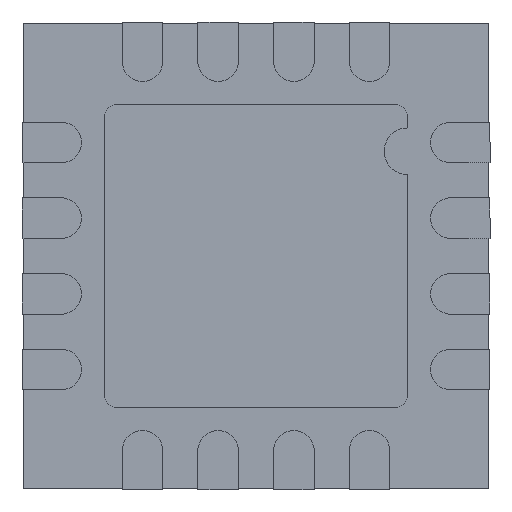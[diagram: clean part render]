
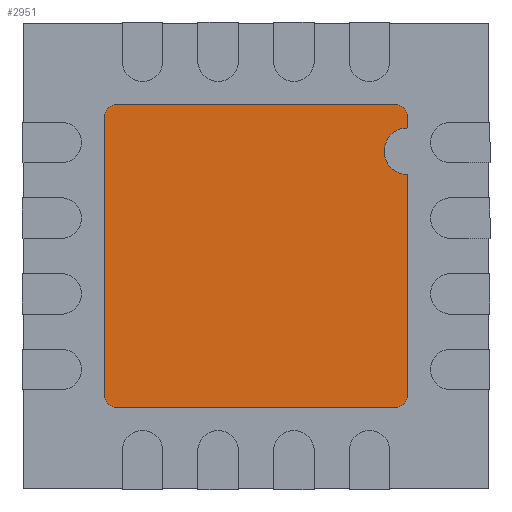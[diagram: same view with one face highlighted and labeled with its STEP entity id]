
A CAD part, front view. The second image highlights one B-rep face of the part: STEP entity #2951.
In plain terms, the highlighted planar face has unit normal (0, -1, 0).
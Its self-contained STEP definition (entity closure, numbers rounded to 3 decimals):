
#39 = CARTESIAN_POINT ( 'NONE',  ( -1.2, 0., -1.2 ) ) ;
#191 = CARTESIAN_POINT ( 'NONE',  ( -1.3, 0., -1.2 ) ) ;
#315 = DIRECTION ( 'NONE',  ( 0., 0., -1. ) ) ;
#357 = DIRECTION ( 'NONE',  ( 0., 0., 1. ) ) ;
#412 = CARTESIAN_POINT ( 'NONE',  ( -1.2, 0., -1.3 ) ) ;
#419 = CARTESIAN_POINT ( 'NONE',  ( 0., 0., 0. ) ) ;
#506 = DIRECTION ( 'NONE',  ( -1., 0., 0. ) ) ;
#524 = VECTOR ( 'NONE', #1339, 1000. ) ;
#565 = VERTEX_POINT ( 'NONE', #4115 ) ;
#757 = AXIS2_PLACEMENT_3D ( 'NONE', #6068, #6602, #4502 ) ;
#763 = EDGE_CURVE ( 'NONE', #565, #1497, #2372, .T. ) ;
#862 = VERTEX_POINT ( 'NONE', #5233 ) ;
#1012 = EDGE_CURVE ( 'NONE', #2269, #862, #1373, .T. ) ;
#1155 = DIRECTION ( 'NONE',  ( 0., -1., 0. ) ) ;
#1339 = DIRECTION ( 'NONE',  ( 0., 0., -1. ) ) ;
#1373 = LINE ( 'NONE', #5954, #3732 ) ;
#1497 = VERTEX_POINT ( 'NONE', #3274 ) ;
#1543 = AXIS2_PLACEMENT_3D ( 'NONE', #39, #3227, #5817 ) ;
#1554 = CARTESIAN_POINT ( 'NONE',  ( 1.2, 0., 1.2 ) ) ;
#1572 = VERTEX_POINT ( 'NONE', #3340 ) ;
#1674 = VERTEX_POINT ( 'NONE', #5918 ) ;
#1789 = AXIS2_PLACEMENT_3D ( 'NONE', #1554, #1155, #3704 ) ;
#2048 = VECTOR ( 'NONE', #506, 1000. ) ;
#2173 = VERTEX_POINT ( 'NONE', #4500 ) ;
#2269 = VERTEX_POINT ( 'NONE', #4553 ) ;
#2372 = CIRCLE ( 'NONE', #4649, 0.1 ) ;
#2655 = CARTESIAN_POINT ( 'NONE',  ( 1.2, 0., -1.2 ) ) ;
#2890 = CIRCLE ( 'NONE', #757, 0.1 ) ;
#2929 = VERTEX_POINT ( 'NONE', #3988 ) ;
#2951 = ADVANCED_FACE ( 'NONE', ( #3533 ), #3008, .F. ) ;
#2997 = EDGE_LOOP ( 'NONE', ( #5772, #5381, #6013, #4674, #4724, #3707, #6628, #3449, #5145, #4381 ) ) ;
#3008 = PLANE ( 'NONE',  #4515 ) ;
#3105 = EDGE_CURVE ( 'NONE', #565, #5173, #6671, .T. ) ;
#3136 = CARTESIAN_POINT ( 'NONE',  ( -1.3, 0., -1.3 ) ) ;
#3227 = DIRECTION ( 'NONE',  ( 0., -1., 0. ) ) ;
#3229 = LINE ( 'NONE', #6615, #4437 ) ;
#3274 = CARTESIAN_POINT ( 'NONE',  ( 1.3, 0., -1.2 ) ) ;
#3340 = CARTESIAN_POINT ( 'NONE',  ( 1.3, 0., 1.2 ) ) ;
#3449 = ORIENTED_EDGE ( 'NONE', *, *, #4784, .T. ) ;
#3533 = FACE_OUTER_BOUND ( 'NONE', #2997, .T. ) ;
#3544 = VECTOR ( 'NONE', #315, 1000. ) ;
#3574 = CARTESIAN_POINT ( 'NONE',  ( 1.3, 0., 0.9 ) ) ;
#3694 = DIRECTION ( 'NONE',  ( 0., -1., 0. ) ) ;
#3704 = DIRECTION ( 'NONE',  ( 0., 0., 1. ) ) ;
#3707 = ORIENTED_EDGE ( 'NONE', *, *, #5080, .T. ) ;
#3732 = VECTOR ( 'NONE', #6465, 1000. ) ;
#3988 = CARTESIAN_POINT ( 'NONE',  ( 1.3, 0., 0.7 ) ) ;
#3998 = CARTESIAN_POINT ( 'NONE',  ( 1.3, 0., -1.3 ) ) ;
#4031 = LINE ( 'NONE', #4275, #3544 ) ;
#4039 = DIRECTION ( 'NONE',  ( 0., 1., 0. ) ) ;
#4063 = DIRECTION ( 'NONE',  ( 0., 0., 1. ) ) ;
#4115 = CARTESIAN_POINT ( 'NONE',  ( 1.2, 0., -1.3 ) ) ;
#4275 = CARTESIAN_POINT ( 'NONE',  ( 1.3, 0., -1.3 ) ) ;
#4381 = ORIENTED_EDGE ( 'NONE', *, *, #763, .T. ) ;
#4437 = VECTOR ( 'NONE', #6083, 1000. ) ;
#4443 = EDGE_CURVE ( 'NONE', #2929, #1497, #5216, .T. ) ;
#4451 = VERTEX_POINT ( 'NONE', #191 ) ;
#4500 = CARTESIAN_POINT ( 'NONE',  ( -1.3, 0., 1.2 ) ) ;
#4502 = DIRECTION ( 'NONE',  ( 0., 0., 1. ) ) ;
#4515 = AXIS2_PLACEMENT_3D ( 'NONE', #419, #4039, #4063 ) ;
#4553 = CARTESIAN_POINT ( 'NONE',  ( -1.2, 0., 1.3 ) ) ;
#4649 = AXIS2_PLACEMENT_3D ( 'NONE', #2655, #3694, #4776 ) ;
#4674 = ORIENTED_EDGE ( 'NONE', *, *, #5652, .T. ) ;
#4724 = ORIENTED_EDGE ( 'NONE', *, *, #1012, .F. ) ;
#4776 = DIRECTION ( 'NONE',  ( 0., 0., 1. ) ) ;
#4784 = EDGE_CURVE ( 'NONE', #4451, #5173, #5129, .T. ) ;
#5052 = DIRECTION ( 'NONE',  ( 0., 1., 0. ) ) ;
#5080 = EDGE_CURVE ( 'NONE', #2269, #2173, #2890, .T. ) ;
#5129 = CIRCLE ( 'NONE', #1543, 0.1 ) ;
#5145 = ORIENTED_EDGE ( 'NONE', *, *, #3105, .F. ) ;
#5173 = VERTEX_POINT ( 'NONE', #412 ) ;
#5216 = LINE ( 'NONE', #3998, #524 ) ;
#5233 = CARTESIAN_POINT ( 'NONE',  ( 1.2, 0., 1.3 ) ) ;
#5248 = AXIS2_PLACEMENT_3D ( 'NONE', #3574, #5052, #357 ) ;
#5326 = CIRCLE ( 'NONE', #1789, 0.1 ) ;
#5381 = ORIENTED_EDGE ( 'NONE', *, *, #5827, .T. ) ;
#5567 = EDGE_CURVE ( 'NONE', #4451, #2173, #3229, .T. ) ;
#5652 = EDGE_CURVE ( 'NONE', #1572, #862, #5326, .T. ) ;
#5772 = ORIENTED_EDGE ( 'NONE', *, *, #4443, .F. ) ;
#5817 = DIRECTION ( 'NONE',  ( 0., 0., 1. ) ) ;
#5827 = EDGE_CURVE ( 'NONE', #2929, #1674, #5983, .T. ) ;
#5918 = CARTESIAN_POINT ( 'NONE',  ( 1.3, 0., 1.1 ) ) ;
#5954 = CARTESIAN_POINT ( 'NONE',  ( -1.3, 0., 1.3 ) ) ;
#5983 = CIRCLE ( 'NONE', #5248, 0.2 ) ;
#6013 = ORIENTED_EDGE ( 'NONE', *, *, #6395, .F. ) ;
#6068 = CARTESIAN_POINT ( 'NONE',  ( -1.2, 0., 1.2 ) ) ;
#6083 = DIRECTION ( 'NONE',  ( 0., 0., 1. ) ) ;
#6395 = EDGE_CURVE ( 'NONE', #1572, #1674, #4031, .T. ) ;
#6465 = DIRECTION ( 'NONE',  ( 1., 0., 0. ) ) ;
#6602 = DIRECTION ( 'NONE',  ( 0., -1., 0. ) ) ;
#6615 = CARTESIAN_POINT ( 'NONE',  ( -1.3, 0., -1.3 ) ) ;
#6628 = ORIENTED_EDGE ( 'NONE', *, *, #5567, .F. ) ;
#6671 = LINE ( 'NONE', #3136, #2048 ) ;
